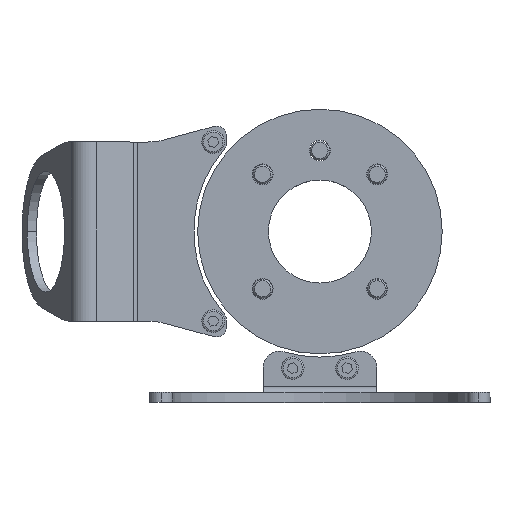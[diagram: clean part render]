
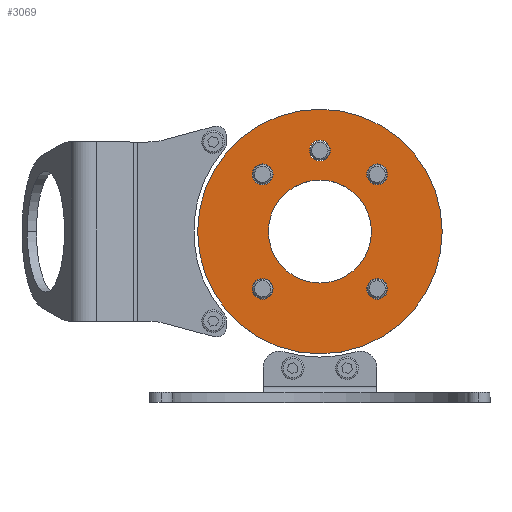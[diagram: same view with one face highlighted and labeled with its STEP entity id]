
A CAD part, top view. The second image highlights one B-rep face of the part: STEP entity #3069.
In plain terms, the highlighted planar face has unit normal (0, 0, 1).
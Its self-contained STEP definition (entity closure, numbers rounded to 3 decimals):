
#64 = AXIS2_PLACEMENT_3D ( 'NONE', #5795, #2581, #6320 ) ;
#65 = EDGE_LOOP ( 'NONE', ( #4562, #3290 ) ) ;
#121 = CIRCLE ( 'NONE', #5961, 3.2 ) ;
#129 = CIRCLE ( 'NONE', #3197, 3.2 ) ;
#140 = CARTESIAN_POINT ( 'NONE',  ( 17.678, 1445.678, -256.091 ) ) ;
#150 = CARTESIAN_POINT ( 'NONE',  ( 0., 1428., -256.091 ) ) ;
#164 = AXIS2_PLACEMENT_3D ( 'NONE', #6838, #3612, #442 ) ;
#237 = EDGE_CURVE ( 'NONE', #4033, #1011, #5077, .T. ) ;
#242 = CARTESIAN_POINT ( 'NONE',  ( -17.678, 1410.322, -256.091 ) ) ;
#340 = VERTEX_POINT ( 'NONE', #3270 ) ;
#364 = EDGE_LOOP ( 'NONE', ( #2960, #5824 ) ) ;
#442 = DIRECTION ( 'NONE',  ( 0., -1., 0. ) ) ;
#499 = EDGE_CURVE ( 'NONE', #1011, #4033, #2296, .T. ) ;
#619 = CARTESIAN_POINT ( 'NONE',  ( -17.678, 1407.122, -256.091 ) ) ;
#677 = DIRECTION ( 'NONE',  ( 0., -1., 0. ) ) ;
#695 = VERTEX_POINT ( 'NONE', #1920 ) ;
#706 = FACE_BOUND ( 'NONE', #5756, .T. ) ;
#760 = CARTESIAN_POINT ( 'NONE',  ( 0., 1428., -256.091 ) ) ;
#766 = DIRECTION ( 'NONE',  ( 0., -1., 0. ) ) ;
#783 = DIRECTION ( 'NONE',  ( 0., -1., 0. ) ) ;
#860 = EDGE_CURVE ( 'NONE', #340, #6087, #129, .T. ) ;
#1011 = VERTEX_POINT ( 'NONE', #3051 ) ;
#1224 = EDGE_CURVE ( 'NONE', #695, #2199, #121, .T. ) ;
#1286 = CARTESIAN_POINT ( 'NONE',  ( 0., 1465.75, -256.091 ) ) ;
#1363 = EDGE_CURVE ( 'NONE', #3596, #5649, #2278, .T. ) ;
#1369 = DIRECTION ( 'NONE',  ( 0., -1., 0. ) ) ;
#1372 = DIRECTION ( 'NONE',  ( 0., 0., 1. ) ) ;
#1397 = ORIENTED_EDGE ( 'NONE', *, *, #6491, .F. ) ;
#1410 = AXIS2_PLACEMENT_3D ( 'NONE', #5112, #1916, #5660 ) ;
#1418 = CARTESIAN_POINT ( 'NONE',  ( 0., 1412.1, -256.091 ) ) ;
#1541 = CARTESIAN_POINT ( 'NONE',  ( 0., 1443.9, -256.091 ) ) ;
#1545 = DIRECTION ( 'NONE',  ( 0., 0., 1. ) ) ;
#1580 = EDGE_CURVE ( 'NONE', #2199, #695, #2354, .T. ) ;
#1584 = EDGE_LOOP ( 'NONE', ( #3193, #6071 ) ) ;
#1637 = ORIENTED_EDGE ( 'NONE', *, *, #1580, .F. ) ;
#1777 = CARTESIAN_POINT ( 'NONE',  ( 0., 1453., -256.091 ) ) ;
#1843 = AXIS2_PLACEMENT_3D ( 'NONE', #6382, #3168, #6925 ) ;
#1861 = CARTESIAN_POINT ( 'NONE',  ( -17.678, 1445.678, -256.091 ) ) ;
#1870 = DIRECTION ( 'NONE',  ( 0., 0., 1. ) ) ;
#1916 = DIRECTION ( 'NONE',  ( 0., 0., 1. ) ) ;
#1920 = CARTESIAN_POINT ( 'NONE',  ( 17.678, 1448.878, -256.091 ) ) ;
#1946 = CARTESIAN_POINT ( 'NONE',  ( 17.678, 1442.478, -256.091 ) ) ;
#1953 = FACE_BOUND ( 'NONE', #65, .T. ) ;
#2114 = FACE_BOUND ( 'NONE', #1584, .T. ) ;
#2199 = VERTEX_POINT ( 'NONE', #1946 ) ;
#2250 = DIRECTION ( 'NONE',  ( 0., 0., 1. ) ) ;
#2278 = CIRCLE ( 'NONE', #3303, 3.2 ) ;
#2282 = FACE_BOUND ( 'NONE', #3118, .T. ) ;
#2291 = CARTESIAN_POINT ( 'NONE',  ( 0., 1456.2, -256.091 ) ) ;
#2293 = ORIENTED_EDGE ( 'NONE', *, *, #2814, .F. ) ;
#2296 = CIRCLE ( 'NONE', #5283, 37.75 ) ;
#2297 = DIRECTION ( 'NONE',  ( 0., -1., 0. ) ) ;
#2327 = AXIS2_PLACEMENT_3D ( 'NONE', #2948, #6709, #3493 ) ;
#2354 = CIRCLE ( 'NONE', #64, 3.2 ) ;
#2392 = DIRECTION ( 'NONE',  ( 0., -1., 0. ) ) ;
#2407 = EDGE_CURVE ( 'NONE', #5649, #3596, #4732, .T. ) ;
#2581 = DIRECTION ( 'NONE',  ( 0., 0., 1. ) ) ;
#2753 = DIRECTION ( 'NONE',  ( 0., 0., 1. ) ) ;
#2794 = ORIENTED_EDGE ( 'NONE', *, *, #3195, .F. ) ;
#2814 = EDGE_CURVE ( 'NONE', #3286, #6410, #3962, .T. ) ;
#2899 = VERTEX_POINT ( 'NONE', #3192 ) ;
#2920 = CIRCLE ( 'NONE', #2327, 15.9 ) ;
#2948 = CARTESIAN_POINT ( 'NONE',  ( 0., 1428., -256.091 ) ) ;
#2960 = ORIENTED_EDGE ( 'NONE', *, *, #237, .T. ) ;
#3037 = ORIENTED_EDGE ( 'NONE', *, *, #1224, .F. ) ;
#3051 = CARTESIAN_POINT ( 'NONE',  ( 0., 1390.25, -256.091 ) ) ;
#3069 = ADVANCED_FACE ( 'NONE', ( #3532, #2114, #2282, #706, #4797, #3369, #1953 ), #4414, .T. ) ;
#3118 = EDGE_LOOP ( 'NONE', ( #4985, #2293 ) ) ;
#3168 = DIRECTION ( 'NONE',  ( 0., 0., 1. ) ) ;
#3192 = CARTESIAN_POINT ( 'NONE',  ( 0., 1449.8, -256.091 ) ) ;
#3193 = ORIENTED_EDGE ( 'NONE', *, *, #4164, .F. ) ;
#3195 = EDGE_CURVE ( 'NONE', #4004, #2899, #6464, .T. ) ;
#3197 = AXIS2_PLACEMENT_3D ( 'NONE', #4011, #1870, #1369 ) ;
#3270 = CARTESIAN_POINT ( 'NONE',  ( 17.678, 1413.522, -256.091 ) ) ;
#3286 = VERTEX_POINT ( 'NONE', #3553 ) ;
#3290 = ORIENTED_EDGE ( 'NONE', *, *, #4654, .F. ) ;
#3302 = AXIS2_PLACEMENT_3D ( 'NONE', #150, #2250, #4954 ) ;
#3303 = AXIS2_PLACEMENT_3D ( 'NONE', #1861, #5609, #2392 ) ;
#3360 = CARTESIAN_POINT ( 'NONE',  ( 17.678, 1407.122, -256.091 ) ) ;
#3369 = FACE_OUTER_BOUND ( 'NONE', #364, .T. ) ;
#3493 = DIRECTION ( 'NONE',  ( 0., -1., 0. ) ) ;
#3532 = FACE_BOUND ( 'NONE', #4459, .T. ) ;
#3553 = CARTESIAN_POINT ( 'NONE',  ( -17.678, 1413.522, -256.091 ) ) ;
#3565 = EDGE_CURVE ( 'NONE', #3724, #3621, #2920, .T. ) ;
#3596 = VERTEX_POINT ( 'NONE', #5129 ) ;
#3612 = DIRECTION ( 'NONE',  ( 0., 0., 1. ) ) ;
#3621 = VERTEX_POINT ( 'NONE', #1418 ) ;
#3724 = VERTEX_POINT ( 'NONE', #1541 ) ;
#3858 = DIRECTION ( 'NONE',  ( 0., 0., 1. ) ) ;
#3904 = CARTESIAN_POINT ( 'NONE',  ( 0., 1428., -256.091 ) ) ;
#3951 = DIRECTION ( 'NONE',  ( 0., 0., 1. ) ) ;
#3962 = CIRCLE ( 'NONE', #4156, 3.2 ) ;
#4004 = VERTEX_POINT ( 'NONE', #2291 ) ;
#4011 = CARTESIAN_POINT ( 'NONE',  ( 17.678, 1410.322, -256.091 ) ) ;
#4033 = VERTEX_POINT ( 'NONE', #1286 ) ;
#4044 = ORIENTED_EDGE ( 'NONE', *, *, #2407, .F. ) ;
#4060 = CIRCLE ( 'NONE', #5343, 3.2 ) ;
#4156 = AXIS2_PLACEMENT_3D ( 'NONE', #4747, #1545, #5280 ) ;
#4164 = EDGE_CURVE ( 'NONE', #6087, #340, #6187, .T. ) ;
#4414 = PLANE ( 'NONE',  #3302 ) ;
#4459 = EDGE_LOOP ( 'NONE', ( #1637, #3037 ) ) ;
#4554 = CARTESIAN_POINT ( 'NONE',  ( 0., 1428., -256.091 ) ) ;
#4562 = ORIENTED_EDGE ( 'NONE', *, *, #3565, .F. ) ;
#4654 = EDGE_CURVE ( 'NONE', #3621, #3724, #4750, .T. ) ;
#4732 = CIRCLE ( 'NONE', #1843, 3.2 ) ;
#4747 = CARTESIAN_POINT ( 'NONE',  ( -17.678, 1410.322, -256.091 ) ) ;
#4750 = CIRCLE ( 'NONE', #6821, 15.9 ) ;
#4787 = AXIS2_PLACEMENT_3D ( 'NONE', #242, #3951, #766 ) ;
#4797 = FACE_BOUND ( 'NONE', #4837, .T. ) ;
#4837 = EDGE_LOOP ( 'NONE', ( #1397, #2794 ) ) ;
#4954 = DIRECTION ( 'NONE',  ( 0., -1., 0. ) ) ;
#4985 = ORIENTED_EDGE ( 'NONE', *, *, #5532, .F. ) ;
#5048 = DIRECTION ( 'NONE',  ( 0., 0., 1. ) ) ;
#5077 = CIRCLE ( 'NONE', #5833, 37.75 ) ;
#5090 = CARTESIAN_POINT ( 'NONE',  ( -17.678, 1448.878, -256.091 ) ) ;
#5101 = DIRECTION ( 'NONE',  ( 0., -1., 0. ) ) ;
#5112 = CARTESIAN_POINT ( 'NONE',  ( 0., 1453., -256.091 ) ) ;
#5129 = CARTESIAN_POINT ( 'NONE',  ( -17.678, 1442.478, -256.091 ) ) ;
#5280 = DIRECTION ( 'NONE',  ( 0., -1., 0. ) ) ;
#5283 = AXIS2_PLACEMENT_3D ( 'NONE', #760, #2753, #783 ) ;
#5316 = ORIENTED_EDGE ( 'NONE', *, *, #1363, .F. ) ;
#5343 = AXIS2_PLACEMENT_3D ( 'NONE', #1777, #5524, #2297 ) ;
#5524 = DIRECTION ( 'NONE',  ( 0., 0., 1. ) ) ;
#5532 = EDGE_CURVE ( 'NONE', #6410, #3286, #5992, .T. ) ;
#5609 = DIRECTION ( 'NONE',  ( 0., 0., 1. ) ) ;
#5649 = VERTEX_POINT ( 'NONE', #5090 ) ;
#5660 = DIRECTION ( 'NONE',  ( 0., -1., 0. ) ) ;
#5756 = EDGE_LOOP ( 'NONE', ( #5316, #4044 ) ) ;
#5795 = CARTESIAN_POINT ( 'NONE',  ( 17.678, 1445.678, -256.091 ) ) ;
#5824 = ORIENTED_EDGE ( 'NONE', *, *, #499, .T. ) ;
#5833 = AXIS2_PLACEMENT_3D ( 'NONE', #3904, #5048, #6648 ) ;
#5961 = AXIS2_PLACEMENT_3D ( 'NONE', #140, #3858, #677 ) ;
#5992 = CIRCLE ( 'NONE', #4787, 3.2 ) ;
#6071 = ORIENTED_EDGE ( 'NONE', *, *, #860, .F. ) ;
#6087 = VERTEX_POINT ( 'NONE', #3360 ) ;
#6187 = CIRCLE ( 'NONE', #164, 3.2 ) ;
#6320 = DIRECTION ( 'NONE',  ( 0., -1., 0. ) ) ;
#6382 = CARTESIAN_POINT ( 'NONE',  ( -17.678, 1445.678, -256.091 ) ) ;
#6410 = VERTEX_POINT ( 'NONE', #619 ) ;
#6464 = CIRCLE ( 'NONE', #1410, 3.2 ) ;
#6491 = EDGE_CURVE ( 'NONE', #2899, #4004, #4060, .T. ) ;
#6648 = DIRECTION ( 'NONE',  ( 0., -1., 0. ) ) ;
#6709 = DIRECTION ( 'NONE',  ( 0., 0., 1. ) ) ;
#6821 = AXIS2_PLACEMENT_3D ( 'NONE', #4554, #1372, #5101 ) ;
#6838 = CARTESIAN_POINT ( 'NONE',  ( 17.678, 1410.322, -256.091 ) ) ;
#6925 = DIRECTION ( 'NONE',  ( 0., -1., 0. ) ) ;
